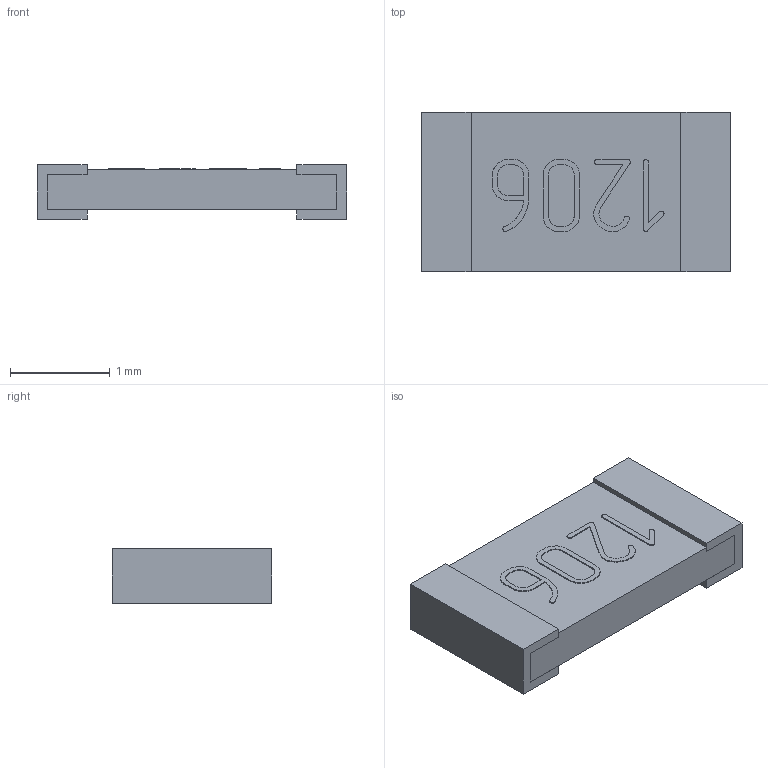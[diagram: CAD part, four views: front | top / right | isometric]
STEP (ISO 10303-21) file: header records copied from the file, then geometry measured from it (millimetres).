
FILE_DESCRIPTION(('STEP AP214'), '1');
FILE_NAME('SMD1206R', '', ('UNSPECIFIED'), ('UNSPECIFIED'), 'C3D Converter', 'C3D Toolkit', '');
FILE_SCHEMA(('AUTOMOTIVE_DESIGN { 1 0 10303 214 3 1 1}'));
Length unit declared in the file: millimetre
Bounding box: 3.1 x 1.6 x 0.55 mm (x, y, z)
Volume: 2.2 mm3; surface area: 23.3 mm2
Topology: 7 solids, 7 shells, 141 faces, 381 edges, 255 vertices
Faces by surface type: extrusion 72, plane 69
Entity records: 5535 total; most frequent: CARTESIAN_POINT 1210, ORIENTED_EDGE 762, DIRECTION 449, EDGE_CURVE 381, VECTOR 309, VERTEX_POINT 254, LINE 237, B_SPLINE_CURVE_WITH_KNOTS 216
